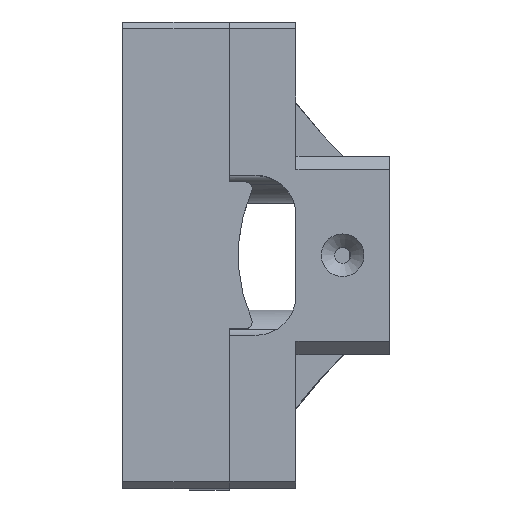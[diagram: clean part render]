
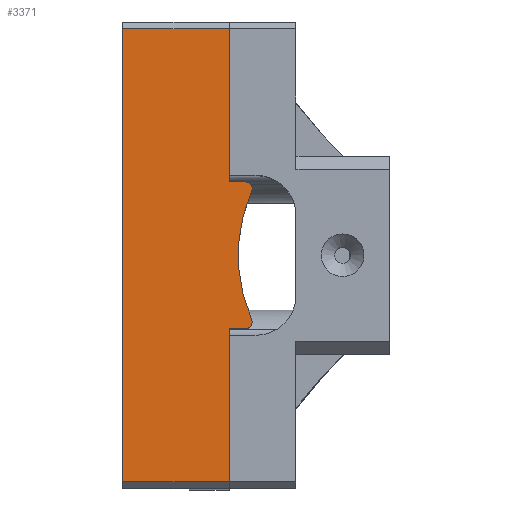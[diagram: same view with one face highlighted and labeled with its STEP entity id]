
A CAD part, top view. The second image highlights one B-rep face of the part: STEP entity #3371.
In plain terms, the highlighted planar face has unit normal (0, 0, 1).
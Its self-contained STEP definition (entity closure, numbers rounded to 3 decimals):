
#153=PLANE('',#3670);
#267=CIRCLE('',#3671,0.5);
#268=CIRCLE('',#3672,12.);
#269=CIRCLE('',#3673,0.5);
#497=FACE_OUTER_BOUND('',#702,.T.);
#702=EDGE_LOOP('',(#3129,#3130,#3131,#3132,#3133,#3134,#3135,#3136,#3137,
#3138));
#1071=LINE('',#6407,#1424);
#1079=LINE('',#6423,#1432);
#1084=LINE('',#6434,#1437);
#1085=LINE('',#6437,#1438);
#1086=LINE('',#6439,#1439);
#1087=LINE('',#6446,#1440);
#1088=LINE('',#6447,#1441);
#1424=VECTOR('',#4528,10.);
#1432=VECTOR('',#4540,10.);
#1437=VECTOR('',#4551,10.);
#1438=VECTOR('',#4554,10.);
#1439=VECTOR('',#4555,10.);
#1440=VECTOR('',#4562,10.);
#1441=VECTOR('',#4563,10.);
#1731=VERTEX_POINT('',#6404);
#1732=VERTEX_POINT('',#6406);
#1737=VERTEX_POINT('',#6420);
#1738=VERTEX_POINT('',#6422);
#1741=VERTEX_POINT('',#6432);
#1742=VERTEX_POINT('',#6436);
#1743=VERTEX_POINT('',#6438);
#1744=VERTEX_POINT('',#6440);
#1745=VERTEX_POINT('',#6442);
#1746=VERTEX_POINT('',#6444);
#2195=EDGE_CURVE('',#1731,#1732,#1071,.T.);
#2203=EDGE_CURVE('',#1737,#1738,#1079,.T.);
#2209=EDGE_CURVE('',#1741,#1731,#1084,.T.);
#2210=EDGE_CURVE('',#1741,#1742,#1085,.T.);
#2211=EDGE_CURVE('',#1742,#1743,#1086,.T.);
#2212=EDGE_CURVE('',#1744,#1743,#267,.T.);
#2213=EDGE_CURVE('',#1745,#1744,#268,.T.);
#2214=EDGE_CURVE('',#1746,#1745,#269,.T.);
#2215=EDGE_CURVE('',#1738,#1746,#1087,.T.);
#2216=EDGE_CURVE('',#1732,#1737,#1088,.T.);
#3129=ORIENTED_EDGE('',*,*,#2209,.F.);
#3130=ORIENTED_EDGE('',*,*,#2210,.T.);
#3131=ORIENTED_EDGE('',*,*,#2211,.T.);
#3132=ORIENTED_EDGE('',*,*,#2212,.F.);
#3133=ORIENTED_EDGE('',*,*,#2213,.F.);
#3134=ORIENTED_EDGE('',*,*,#2214,.F.);
#3135=ORIENTED_EDGE('',*,*,#2215,.F.);
#3136=ORIENTED_EDGE('',*,*,#2203,.F.);
#3137=ORIENTED_EDGE('',*,*,#2216,.F.);
#3138=ORIENTED_EDGE('',*,*,#2195,.F.);
#3371=ADVANCED_FACE('',(#497),#153,.T.);
#3670=AXIS2_PLACEMENT_3D('',#6435,#4552,#4553);
#3671=AXIS2_PLACEMENT_3D('',#6441,#4556,#4557);
#3672=AXIS2_PLACEMENT_3D('',#6443,#4558,#4559);
#3673=AXIS2_PLACEMENT_3D('',#6445,#4560,#4561);
#4528=DIRECTION('',(0.,1.,0.));
#4540=DIRECTION('',(0.,-1.,0.));
#4551=DIRECTION('',(-1.,0.,0.));
#4552=DIRECTION('center_axis',(0.,0.,1.));
#4553=DIRECTION('ref_axis',(-1.,0.,0.));
#4554=DIRECTION('',(0.,1.,0.));
#4555=DIRECTION('',(1.,0.,0.));
#4556=DIRECTION('center_axis',(0.,0.,-1.));
#4557=DIRECTION('ref_axis',(0.837,-0.548,0.));
#4558=DIRECTION('center_axis',(0.,0.,1.));
#4559=DIRECTION('ref_axis',(-0.889,0.458,0.));
#4560=DIRECTION('center_axis',(0.,0.,-1.));
#4561=DIRECTION('ref_axis',(0.837,0.548,0.));
#4562=DIRECTION('',(1.,0.,0.));
#4563=DIRECTION('',(1.,0.,0.));
#6404=CARTESIAN_POINT('',(58.55,-17.,62.5));
#6406=CARTESIAN_POINT('',(58.55,17.,62.5));
#6407=CARTESIAN_POINT('',(58.55,-17.5,62.5));
#6420=CARTESIAN_POINT('',(66.55,17.,62.5));
#6422=CARTESIAN_POINT('',(66.55,5.5,62.5));
#6423=CARTESIAN_POINT('',(66.55,6.,62.5));
#6432=CARTESIAN_POINT('',(66.55,-17.,62.5));
#6434=CARTESIAN_POINT('',(65.05,-17.,62.5));
#6435=CARTESIAN_POINT('Origin',(63.55,0.,62.5));
#6436=CARTESIAN_POINT('',(66.55,-5.5,62.5));
#6437=CARTESIAN_POINT('',(66.55,-6.,62.5));
#6438=CARTESIAN_POINT('',(67.759,-5.5,62.5));
#6439=CARTESIAN_POINT('',(66.55,-5.5,62.5));
#6440=CARTESIAN_POINT('',(68.217,-4.8,62.5));
#6441=CARTESIAN_POINT('Origin',(67.759,-5.,62.5));
#6442=CARTESIAN_POINT('',(68.217,4.8,62.5));
#6443=CARTESIAN_POINT('Origin',(79.215,0.,62.5));
#6444=CARTESIAN_POINT('',(67.759,5.5,62.5));
#6445=CARTESIAN_POINT('Origin',(67.759,5.,62.5));
#6446=CARTESIAN_POINT('',(66.55,5.5,62.5));
#6447=CARTESIAN_POINT('',(61.05,17.,62.5));
